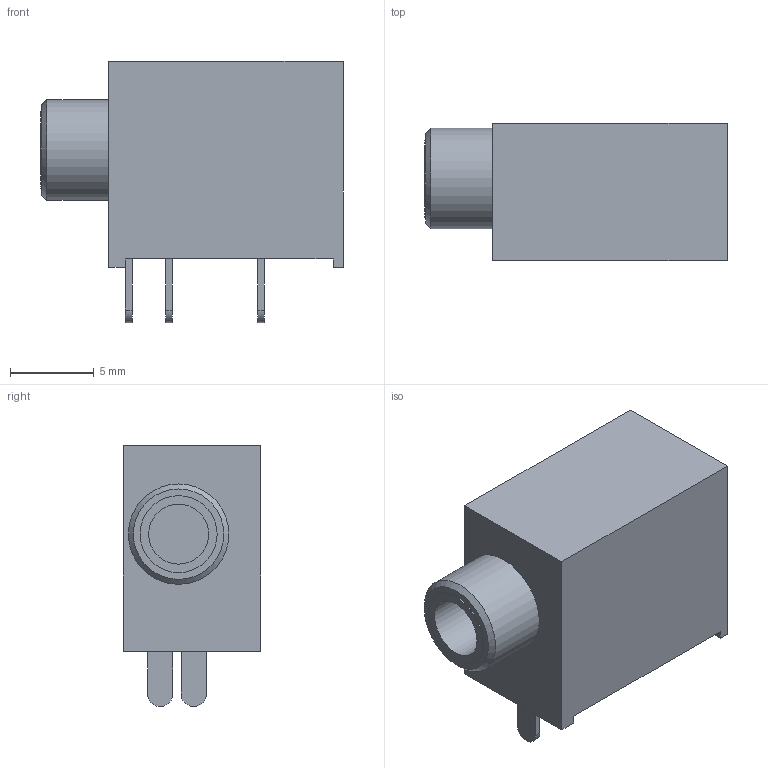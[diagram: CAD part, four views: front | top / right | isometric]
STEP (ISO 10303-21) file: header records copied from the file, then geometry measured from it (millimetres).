
FILE_DESCRIPTION( ( '' ), ' ' );
FILE_NAME( '59a5970c9bb9d50f1b81a4d0.step', '2017-08-29T16:32:12', ( '' ), ( '' ), ' ', ' ', ' ' );
FILE_SCHEMA( ( 'AUTOMOTIVE_DESIGN { 1 0 10303 214 1 1 1 1 }' ) );
Length unit declared in the file: metre
Products named in the file (1): Open CASCADE STEP translator 6.8 1
Bounding box: 18.05 x 8.2 x 15.6 mm (x, y, z)
Volume: 1440.1 mm3; surface area: 929.4 mm2
Topology: 1 solids, 1 shells, 33 faces, 76 edges, 50 vertices
Faces by surface type: plane 26, cylinder 6, cone 1
Full cylindrical faces by diameter (mm): 3.58 x1, 4.6 x1, 6 x1
Entity records: 1533 total; most frequent: CARTESIAN_POINT 154, DIRECTION 152, ORIENTED_EDGE 142, STYLED_ITEM 104, PRESENTATION_STYLE_ASSIGNMENT 104, COLOUR_RGB 104, EDGE_CURVE 71, CURVE_STYLE 71
